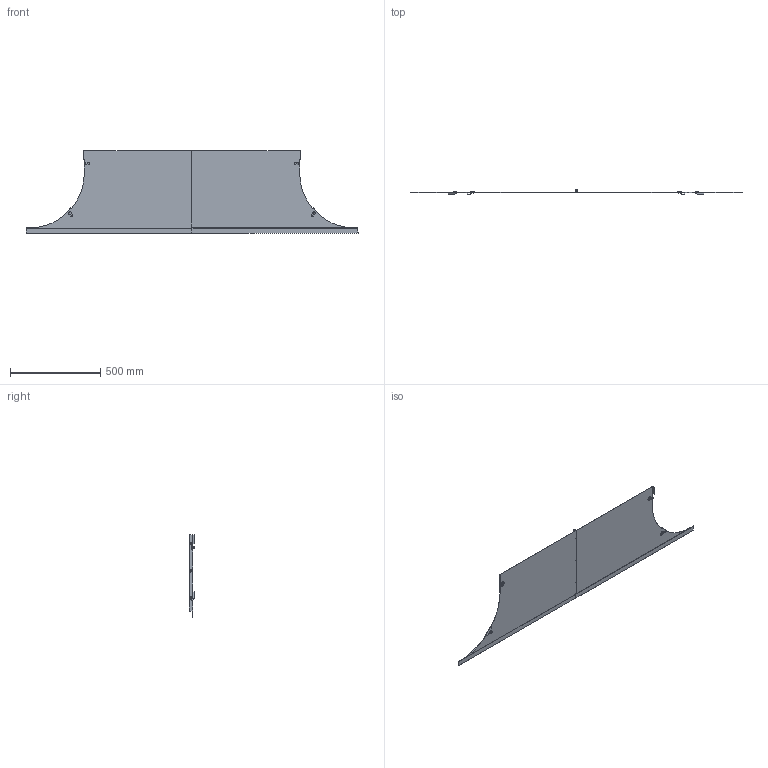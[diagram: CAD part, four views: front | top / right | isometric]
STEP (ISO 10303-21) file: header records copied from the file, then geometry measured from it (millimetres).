
FILE_DESCRIPTION (( 'STEP AP214' ), '1' );
FILE_NAME ('6226352.stp', '2017-03-27T13:30:41', ( '' ), ( '' ), 'SwSTEP 2.0', 'SolidWorks 2016', '' );
FILE_SCHEMA (( 'AUTOMOTIVE_DESIGN' ));
Length unit declared in the file: millimetre
Products named in the file (8): KTS 14.001-017_M8x25-; KTS 08.080-022_Standard; KTS 08.081-003_Standard; 097040_1200_FT_Left; KTS 08.082-005_Standard; 009561_Hexagon Flange Nut DIN 6923 - M6 - C; 097040_1200_FT_Right; 6226352
Assembly tree (14 placements, depth 3):
  6226352
    097040_1200_FT_Left
    097040_1200_FT_Right
    009561_Hexagon Flange Nut DIN 6923 - M6 - C  x3
    KTS 08.080-022_Standard  x4
      KTS 08.082-005_Standard
      KTS 08.081-003_Standard
    KTS 14.001-017_M8x25-  x3
Bounding box: 1840 x 30.43 x 458 mm (x, y, z)
Volume: 790323.7 mm3; surface area: 1265850.4 mm2
Topology: 16 solids, 16 shells, 393 faces, 976 edges, 637 vertices
Faces by surface type: plane 249, cylinder 90, torus 22, cone 14, bspline 12, sphere 6
Entity records: 6471 total; most frequent: CARTESIAN_POINT 1198, ORIENTED_EDGE 1028, DIRECTION 1016, EDGE_CURVE 514, VECTOR 392, LINE 392, VERTEX_POINT 337, AXIS2_PLACEMENT_3D 312
